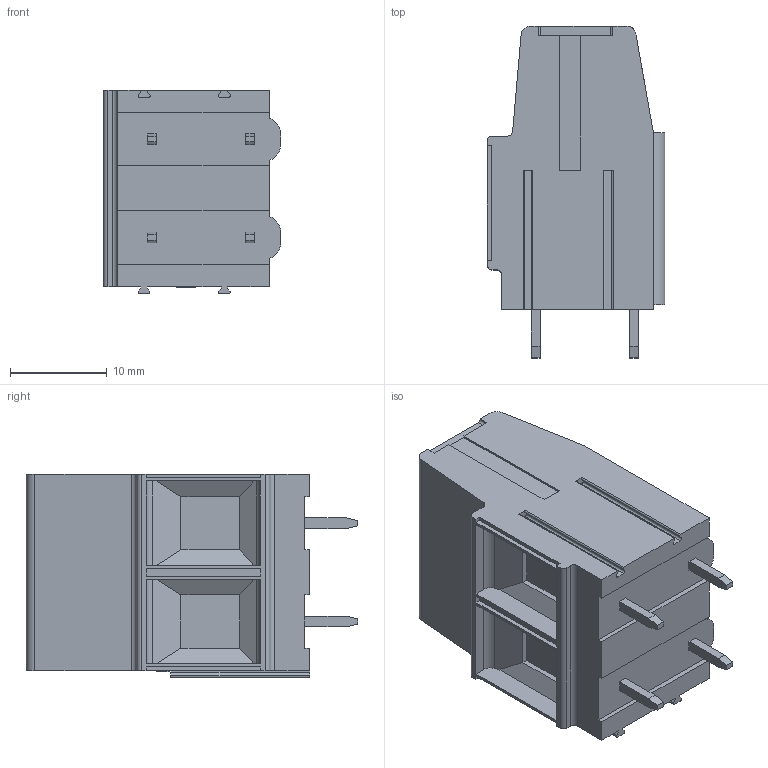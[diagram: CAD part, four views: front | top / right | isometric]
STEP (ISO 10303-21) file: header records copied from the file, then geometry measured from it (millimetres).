
FILE_DESCRIPTION((''),'2;1');
FILE_NAME('TL802','2024-12-06T',('yanfa'),(''),'PRO/ENGINEER BY PARAMETRIC TECHNOLOGY CORPORATION, 2009280','PRO/ENGINEER BY PARAMETRIC TECHNOLOGY CORPORATION, 2009280','');
FILE_SCHEMA(('AUTOMOTIVE_DESIGN_CC2 { 1 2 10303 214 -1 1 5 2 }'));
Length unit declared in the file: millimetre
Products named in the file (1): TL802
Bounding box: 18.4 x 34.3 x 21.07 mm (x, y, z)
Volume: 8182.9 mm3; surface area: 3605.4 mm2
Topology: 1 solids, 1 shells, 230 faces, 617 edges, 402 vertices
Faces by surface type: plane 156, cylinder 62, cone 8, torus 4
Entity records: 7261 total; most frequent: CARTESIAN_POINT 1360, ORIENTED_EDGE 1234, DIRECTION 1185, EDGE_CURVE 617, VECTOR 469, LINE 469, VERTEX_POINT 402, AXIS2_PLACEMENT_3D 358
